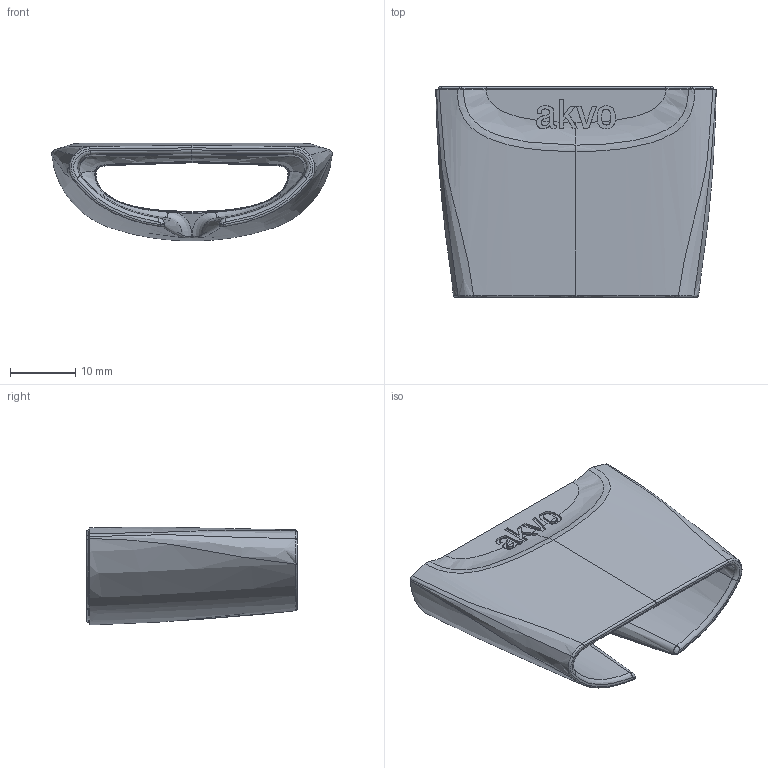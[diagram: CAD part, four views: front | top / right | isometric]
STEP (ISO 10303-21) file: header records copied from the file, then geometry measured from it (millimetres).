
FILE_DESCRIPTION (( 'STEP AP203' ), '1' );
FILE_NAME ('251001_AKVO_WEC_BottomCap-15 added_PART_01.STEP', '2016-07-26T13:08:09', ( 'HP' ), ( '' ), 'SwSTEP 2.0', 'SolidWorks 2015', '' );
FILE_SCHEMA (( 'CONFIG_CONTROL_DESIGN' ));
Length unit declared in the file: millimetre
Products named in the file (1): 251001_AKVO_WEC_BottomCap-15 added_PART_01
Bounding box: 42.95 x 32.21 x 15 mm (x, y, z)
Volume: 4919.8 mm3; surface area: 5852.2 mm2
Topology: 1 solids, 1 shells, 222 faces, 552 edges, 335 vertices
Faces by surface type: bspline 159, plane 40, torus 10, cylinder 8, cone 5
Entity records: 23047 total; most frequent: CARTESIAN_POINT 19015, ORIENTED_EDGE 1104, EDGE_CURVE 552, B_SPLINE_CURVE_WITH_KNOTS 382, DIRECTION 366, VERTEX_POINT 335, EDGE_LOOP 227, ADVANCED_FACE 222
